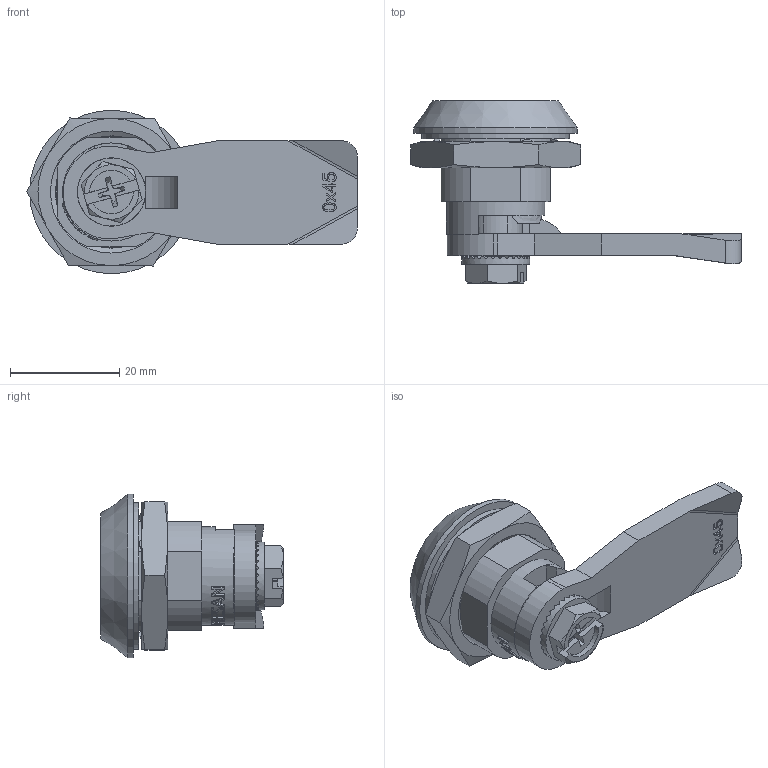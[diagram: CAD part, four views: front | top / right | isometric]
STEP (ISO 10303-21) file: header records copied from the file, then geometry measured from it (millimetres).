
FILE_DESCRIPTION(('STEP AP203'),'1');
FILE_NAME('060.1.2.15.30.step','2017-02-06T13:36:17',(' '),(' '),'Spatial InterOp 3D',' ',' ');
FILE_SCHEMA(('CONFIG_CONTROL_DESIGN'));
Length unit declared in the file: millimetre
Products named in the file (7): 1; 2; 3; 4; 5; 6; 7
Bounding box: 60.69 x 33.5 x 30 mm (x, y, z)
Volume: 14502.3 mm3; surface area: 12266.9 mm2
Topology: 7 solids, 7 shells, 404 faces, 1055 edges, 697 vertices
Faces by surface type: plane 302, cylinder 52, cone 23, extrusion 14, bspline 13
Full cylindrical faces by diameter (mm): 3 x1, 5.1 x2, 6 x1, 9.8 x1, 10 x1, 12 x2, 12.4 x2, 12.5 x1, 15.3 x1, 15.8 x2, 16 x1, 18 x1, 20.6 x1, 27 x1, 30 x1
Entity records: 14021 total; most frequent: CARTESIAN_POINT 4084, ORIENTED_EDGE 2040, DIRECTION 1855, EDGE_CURVE 1020, VERTEX_POINT 689, VECTOR 619, AXIS2_PLACEMENT_3D 618, LINE 605
